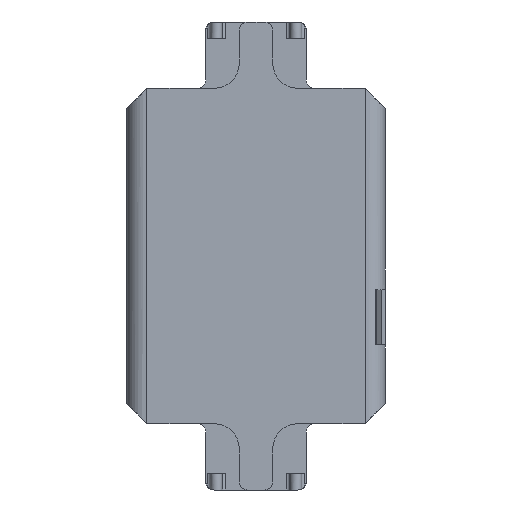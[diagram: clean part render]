
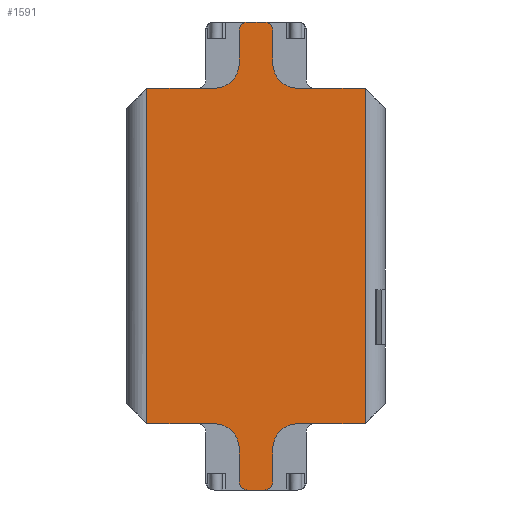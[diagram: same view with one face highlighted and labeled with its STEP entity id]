
A CAD part, front view. The second image highlights one B-rep face of the part: STEP entity #1591.
In plain terms, the highlighted planar face has unit normal (0, -1, 0).
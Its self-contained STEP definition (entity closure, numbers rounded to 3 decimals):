
#385=CIRCLE('',#12328,15.);
#386=CIRCLE('',#12329,5.);
#387=CIRCLE('',#12330,5.);
#388=CIRCLE('',#12331,15.);
#389=CIRCLE('',#12332,15.);
#390=CIRCLE('',#12333,5.);
#391=CIRCLE('',#12334,5.);
#392=CIRCLE('',#12335,15.);
#1027=FACE_OUTER_BOUND('',#2902,.T.);
#1591=ADVANCED_FACE('',(#1027),#2180,.F.);
#2180=PLANE('',#12336);
#2902=EDGE_LOOP('',(#4505,#4506,#4507,#4508,#4509,#4510,#4511,#4512,#4513,
#4514,#4515,#4516,#4517,#4518,#4519,#4520,#4521,#4522,#4523,#4524));
#4505=ORIENTED_EDGE('',*,*,#8102,.T.);
#4506=ORIENTED_EDGE('',*,*,#8897,.T.);
#4507=ORIENTED_EDGE('',*,*,#8898,.T.);
#4508=ORIENTED_EDGE('',*,*,#8899,.T.);
#4509=ORIENTED_EDGE('',*,*,#8900,.T.);
#4510=ORIENTED_EDGE('',*,*,#8901,.T.);
#4511=ORIENTED_EDGE('',*,*,#8902,.T.);
#4512=ORIENTED_EDGE('',*,*,#8903,.T.);
#4513=ORIENTED_EDGE('',*,*,#8087,.T.);
#4514=ORIENTED_EDGE('',*,*,#8718,.F.);
#4515=ORIENTED_EDGE('',*,*,#8098,.F.);
#4516=ORIENTED_EDGE('',*,*,#8904,.T.);
#4517=ORIENTED_EDGE('',*,*,#8905,.T.);
#4518=ORIENTED_EDGE('',*,*,#8906,.T.);
#4519=ORIENTED_EDGE('',*,*,#8907,.T.);
#4520=ORIENTED_EDGE('',*,*,#8908,.T.);
#4521=ORIENTED_EDGE('',*,*,#8909,.T.);
#4522=ORIENTED_EDGE('',*,*,#8910,.T.);
#4523=ORIENTED_EDGE('',*,*,#8091,.F.);
#4524=ORIENTED_EDGE('',*,*,#8896,.T.);
#6966=VERTEX_POINT('',#16396);
#6968=VERTEX_POINT('',#16399);
#6970=VERTEX_POINT('',#16405);
#6972=VERTEX_POINT('',#16408);
#6978=VERTEX_POINT('',#16423);
#6979=VERTEX_POINT('',#16424);
#6982=VERTEX_POINT('',#16432);
#6983=VERTEX_POINT('',#16433);
#7641=VERTEX_POINT('',#18380);
#7642=VERTEX_POINT('',#18382);
#7643=VERTEX_POINT('',#18384);
#7644=VERTEX_POINT('',#18386);
#7645=VERTEX_POINT('',#18388);
#7646=VERTEX_POINT('',#18390);
#7647=VERTEX_POINT('',#18393);
#7648=VERTEX_POINT('',#18395);
#7649=VERTEX_POINT('',#18397);
#7650=VERTEX_POINT('',#18399);
#7651=VERTEX_POINT('',#18401);
#7652=VERTEX_POINT('',#18403);
#8087=EDGE_CURVE('',#6968,#6966,#9800,.T.);
#8091=EDGE_CURVE('',#6970,#6972,#9804,.T.);
#8098=EDGE_CURVE('',#6978,#6979,#9811,.T.);
#8102=EDGE_CURVE('',#6982,#6983,#9815,.T.);
#8718=EDGE_CURVE('',#6979,#6966,#10201,.T.);
#8896=EDGE_CURVE('',#6970,#6982,#10317,.T.);
#8897=EDGE_CURVE('',#6983,#7641,#385,.T.);
#8898=EDGE_CURVE('',#7641,#7642,#10318,.T.);
#8899=EDGE_CURVE('',#7642,#7643,#386,.T.);
#8900=EDGE_CURVE('',#7643,#7644,#10319,.T.);
#8901=EDGE_CURVE('',#7644,#7645,#387,.T.);
#8902=EDGE_CURVE('',#7645,#7646,#10320,.T.);
#8903=EDGE_CURVE('',#7646,#6968,#388,.T.);
#8904=EDGE_CURVE('',#6978,#7647,#389,.T.);
#8905=EDGE_CURVE('',#7647,#7648,#10321,.T.);
#8906=EDGE_CURVE('',#7648,#7649,#390,.T.);
#8907=EDGE_CURVE('',#7649,#7650,#10322,.T.);
#8908=EDGE_CURVE('',#7650,#7651,#391,.T.);
#8909=EDGE_CURVE('',#7651,#7652,#10323,.T.);
#8910=EDGE_CURVE('',#7652,#6972,#392,.T.);
#9800=LINE('',#16398,#10895);
#9804=LINE('',#16407,#10899);
#9811=LINE('',#16422,#10906);
#9815=LINE('',#16431,#10910);
#10201=LINE('',#17998,#11296);
#10317=LINE('',#18377,#11412);
#10318=LINE('',#18381,#11413);
#10319=LINE('',#18385,#11414);
#10320=LINE('',#18389,#11415);
#10321=LINE('',#18394,#11416);
#10322=LINE('',#18398,#11417);
#10323=LINE('',#18402,#11418);
#10895=VECTOR('',#13092,1.);
#10899=VECTOR('',#13098,1.);
#10906=VECTOR('',#13109,1.);
#10910=VECTOR('',#13115,1.);
#11296=VECTOR('',#14025,1.);
#11412=VECTOR('',#14319,1.);
#11413=VECTOR('',#14324,1.);
#11414=VECTOR('',#14327,1.);
#11415=VECTOR('',#14330,1.);
#11416=VECTOR('',#14335,1.);
#11417=VECTOR('',#14338,1.);
#11418=VECTOR('',#14341,1.);
#12328=AXIS2_PLACEMENT_3D('',#18379,#14322,#14323);
#12329=AXIS2_PLACEMENT_3D('',#18383,#14325,#14326);
#12330=AXIS2_PLACEMENT_3D('',#18387,#14328,#14329);
#12331=AXIS2_PLACEMENT_3D('',#18391,#14331,#14332);
#12332=AXIS2_PLACEMENT_3D('',#18392,#14333,#14334);
#12333=AXIS2_PLACEMENT_3D('',#18396,#14336,#14337);
#12334=AXIS2_PLACEMENT_3D('',#18400,#14339,#14340);
#12335=AXIS2_PLACEMENT_3D('',#18404,#14342,#14343);
#12336=AXIS2_PLACEMENT_3D('',#18405,#14344,#14345);
#13092=DIRECTION('',(1.,0.,0.));
#13098=DIRECTION('',(1.,0.,0.));
#13109=DIRECTION('',(1.,0.,0.));
#13115=DIRECTION('',(1.,0.,0.));
#14025=DIRECTION('',(0.,0.,-1.));
#14319=DIRECTION('',(0.,0.,-1.));
#14322=DIRECTION('',(0.,1.,0.));
#14323=DIRECTION('',(-1.,0.,0.));
#14324=DIRECTION('',(0.,0.,-1.));
#14325=DIRECTION('',(0.,-1.,0.));
#14326=DIRECTION('',(-1.,0.,0.));
#14327=DIRECTION('',(1.,0.,0.));
#14328=DIRECTION('',(0.,-1.,0.));
#14329=DIRECTION('',(-1.,0.,0.));
#14330=DIRECTION('',(0.,0.,1.));
#14331=DIRECTION('',(0.,1.,0.));
#14332=DIRECTION('',(-1.,0.,0.));
#14333=DIRECTION('',(0.,1.,0.));
#14334=DIRECTION('',(-1.,0.,0.));
#14335=DIRECTION('',(0.,0.,1.));
#14336=DIRECTION('',(0.,-1.,0.));
#14337=DIRECTION('',(-1.,0.,0.));
#14338=DIRECTION('',(-1.,0.,0.));
#14339=DIRECTION('',(0.,-1.,0.));
#14340=DIRECTION('',(-1.,0.,0.));
#14341=DIRECTION('',(0.,0.,-1.));
#14342=DIRECTION('',(0.,1.,0.));
#14343=DIRECTION('',(-1.,0.,0.));
#14344=DIRECTION('',(0.,1.,0.));
#14345=DIRECTION('',(1.,0.,0.));
#16396=CARTESIAN_POINT('',(65.,-27.,0.));
#16398=CARTESIAN_POINT('',(-65.,-27.,0.));
#16399=CARTESIAN_POINT('',(25.,-27.,0.));
#16405=CARTESIAN_POINT('',(-65.,-27.,200.));
#16407=CARTESIAN_POINT('',(-65.,-27.,200.));
#16408=CARTESIAN_POINT('',(-25.,-27.,200.));
#16422=CARTESIAN_POINT('',(-65.,-27.,200.));
#16423=CARTESIAN_POINT('',(25.,-27.,200.));
#16424=CARTESIAN_POINT('',(65.,-27.,200.));
#16431=CARTESIAN_POINT('',(-65.,-27.,0.));
#16432=CARTESIAN_POINT('',(-65.,-27.,0.));
#16433=CARTESIAN_POINT('',(-25.,-27.,0.));
#17998=CARTESIAN_POINT('',(65.,-27.,200.));
#18377=CARTESIAN_POINT('',(-65.,-27.,200.));
#18379=CARTESIAN_POINT('',(-25.,-27.,-15.));
#18380=CARTESIAN_POINT('',(-10.,-27.,-15.));
#18381=CARTESIAN_POINT('',(-10.,-27.,0.));
#18382=CARTESIAN_POINT('',(-10.,-27.,-34.5));
#18383=CARTESIAN_POINT('',(-5.,-27.,-34.5));
#18384=CARTESIAN_POINT('',(-5.,-27.,-39.5));
#18385=CARTESIAN_POINT('',(10.,-27.,-39.5));
#18386=CARTESIAN_POINT('',(5.,-27.,-39.5));
#18387=CARTESIAN_POINT('',(5.,-27.,-34.5));
#18388=CARTESIAN_POINT('',(10.,-27.,-34.5));
#18389=CARTESIAN_POINT('',(10.,-27.,0.));
#18390=CARTESIAN_POINT('',(10.,-27.,-15.));
#18391=CARTESIAN_POINT('',(25.,-27.,-15.));
#18392=CARTESIAN_POINT('',(25.,-27.,215.));
#18393=CARTESIAN_POINT('',(10.,-27.,215.));
#18394=CARTESIAN_POINT('',(10.,-27.,200.));
#18395=CARTESIAN_POINT('',(10.,-27.,234.5));
#18396=CARTESIAN_POINT('',(5.,-27.,234.5));
#18397=CARTESIAN_POINT('',(5.,-27.,239.5));
#18398=CARTESIAN_POINT('',(10.,-27.,239.5));
#18399=CARTESIAN_POINT('',(-5.,-27.,239.5));
#18400=CARTESIAN_POINT('',(-5.,-27.,234.5));
#18401=CARTESIAN_POINT('',(-10.,-27.,234.5));
#18402=CARTESIAN_POINT('',(-10.,-27.,200.));
#18403=CARTESIAN_POINT('',(-10.,-27.,215.));
#18404=CARTESIAN_POINT('',(-25.,-27.,215.));
#18405=CARTESIAN_POINT('',(-65.,-27.,200.));
